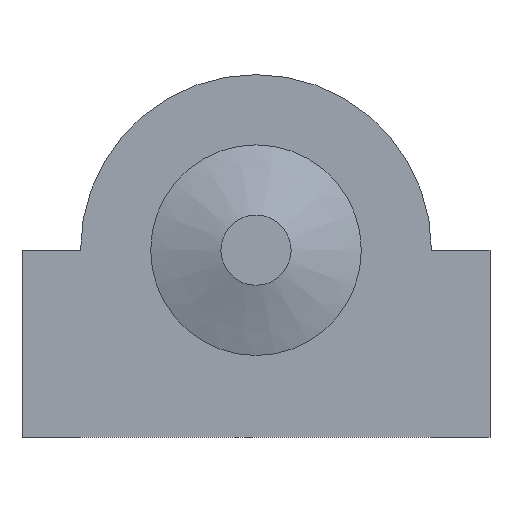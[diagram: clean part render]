
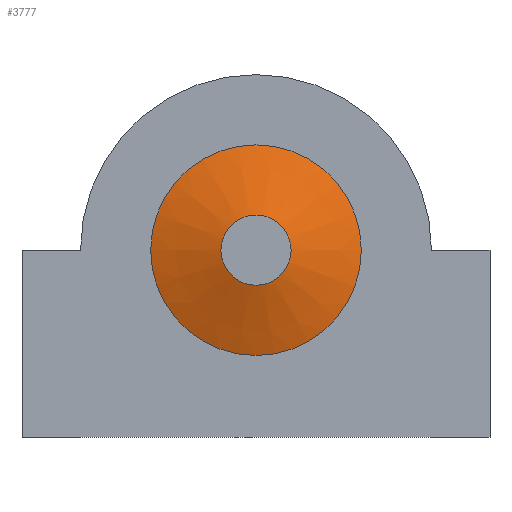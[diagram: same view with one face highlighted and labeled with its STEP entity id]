
A CAD part, left-side view. The second image highlights one B-rep face of the part: STEP entity #3777.
In plain terms, the highlighted conical face has half-angle 71.565 degrees and reference radius 4.5 mm.
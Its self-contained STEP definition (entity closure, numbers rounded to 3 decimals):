
#1727 = CYLINDRICAL_SURFACE('',#1728,4.5);
#1728 = AXIS2_PLACEMENT_3D('',#1729,#1730,#1731);
#1729 = CARTESIAN_POINT('',(0.,10.,8.));
#1730 = DIRECTION('',(1.,0.,0.));
#1731 = DIRECTION('',(0.,1.,0.));
#3589 = EDGE_CURVE('',#3590,#3590,#3592,.T.);
#3590 = VERTEX_POINT('',#3591);
#3591 = CARTESIAN_POINT('',(-2.,14.5,8.));
#3592 = SURFACE_CURVE('',#3593,(#3598,#3605),.PCURVE_S1.);
#3593 = CIRCLE('',#3594,4.5);
#3594 = AXIS2_PLACEMENT_3D('',#3595,#3596,#3597);
#3595 = CARTESIAN_POINT('',(-2.,10.,8.));
#3596 = DIRECTION('',(1.,0.,0.));
#3597 = DIRECTION('',(0.,1.,0.));
#3598 = PCURVE('',#1727,#3599);
#3599 = DEFINITIONAL_REPRESENTATION('',(#3600),#3604);
#3600 = LINE('',#3601,#3602);
#3601 = CARTESIAN_POINT('',(0.,-2.));
#3602 = VECTOR('',#3603,1.);
#3603 = DIRECTION('',(1.,0.));
#3604 = ( GEOMETRIC_REPRESENTATION_CONTEXT(2) 
PARAMETRIC_REPRESENTATION_CONTEXT() REPRESENTATION_CONTEXT('2D SPACE',''
  ) );
#3605 = PCURVE('',#3606,#3611);
#3606 = CONICAL_SURFACE('',#3607,4.5,1.249);
#3607 = AXIS2_PLACEMENT_3D('',#3608,#3609,#3610);
#3608 = CARTESIAN_POINT('',(-2.,10.,8.));
#3609 = DIRECTION('',(1.,0.,0.));
#3610 = DIRECTION('',(0.,1.,0.));
#3611 = DEFINITIONAL_REPRESENTATION('',(#3612),#3616);
#3612 = LINE('',#3613,#3614);
#3613 = CARTESIAN_POINT('',(0.,-0.));
#3614 = VECTOR('',#3615,1.);
#3615 = DIRECTION('',(1.,-0.));
#3616 = ( GEOMETRIC_REPRESENTATION_CONTEXT(2) 
PARAMETRIC_REPRESENTATION_CONTEXT() REPRESENTATION_CONTEXT('2D SPACE',''
  ) );
#3777 = ADVANCED_FACE('',(#3778),#3606,.T.);
#3778 = FACE_BOUND('',#3779,.F.);
#3779 = EDGE_LOOP('',(#3780,#3803,#3804,#3805));
#3780 = ORIENTED_EDGE('',*,*,#3781,.F.);
#3781 = EDGE_CURVE('',#3590,#3782,#3784,.T.);
#3782 = VERTEX_POINT('',#3783);
#3783 = CARTESIAN_POINT('',(-3.,11.5,8.));
#3784 = SEAM_CURVE('',#3785,(#3789,#3796),.PCURVE_S1.);
#3785 = LINE('',#3786,#3787);
#3786 = CARTESIAN_POINT('',(-2.,14.5,8.));
#3787 = VECTOR('',#3788,1.);
#3788 = DIRECTION('',(-0.316,-0.949,0.));
#3789 = PCURVE('',#3606,#3790);
#3790 = DEFINITIONAL_REPRESENTATION('',(#3791),#3795);
#3791 = LINE('',#3792,#3793);
#3792 = CARTESIAN_POINT('',(0.,-0.));
#3793 = VECTOR('',#3794,1.);
#3794 = DIRECTION('',(0.,-1.));
#3795 = ( GEOMETRIC_REPRESENTATION_CONTEXT(2) 
PARAMETRIC_REPRESENTATION_CONTEXT() REPRESENTATION_CONTEXT('2D SPACE',''
  ) );
#3796 = PCURVE('',#3606,#3797);
#3797 = DEFINITIONAL_REPRESENTATION('',(#3798),#3802);
#3798 = LINE('',#3799,#3800);
#3799 = CARTESIAN_POINT('',(6.283,-0.));
#3800 = VECTOR('',#3801,1.);
#3801 = DIRECTION('',(0.,-1.));
#3802 = ( GEOMETRIC_REPRESENTATION_CONTEXT(2) 
PARAMETRIC_REPRESENTATION_CONTEXT() REPRESENTATION_CONTEXT('2D SPACE',''
  ) );
#3803 = ORIENTED_EDGE('',*,*,#3589,.T.);
#3804 = ORIENTED_EDGE('',*,*,#3781,.T.);
#3805 = ORIENTED_EDGE('',*,*,#3806,.F.);
#3806 = EDGE_CURVE('',#3782,#3782,#3807,.T.);
#3807 = SURFACE_CURVE('',#3808,(#3813,#3820),.PCURVE_S1.);
#3808 = CIRCLE('',#3809,1.5);
#3809 = AXIS2_PLACEMENT_3D('',#3810,#3811,#3812);
#3810 = CARTESIAN_POINT('',(-3.,10.,8.));
#3811 = DIRECTION('',(1.,0.,0.));
#3812 = DIRECTION('',(0.,1.,0.));
#3813 = PCURVE('',#3606,#3814);
#3814 = DEFINITIONAL_REPRESENTATION('',(#3815),#3819);
#3815 = LINE('',#3816,#3817);
#3816 = CARTESIAN_POINT('',(0.,-1.));
#3817 = VECTOR('',#3818,1.);
#3818 = DIRECTION('',(1.,-0.));
#3819 = ( GEOMETRIC_REPRESENTATION_CONTEXT(2) 
PARAMETRIC_REPRESENTATION_CONTEXT() REPRESENTATION_CONTEXT('2D SPACE',''
  ) );
#3820 = PCURVE('',#3821,#3826);
#3821 = PLANE('',#3822);
#3822 = AXIS2_PLACEMENT_3D('',#3823,#3824,#3825);
#3823 = CARTESIAN_POINT('',(-3.,10.,8.));
#3824 = DIRECTION('',(1.,0.,0.));
#3825 = DIRECTION('',(0.,0.,1.));
#3826 = DEFINITIONAL_REPRESENTATION('',(#3827),#3831);
#3827 = CIRCLE('',#3828,1.5);
#3828 = AXIS2_PLACEMENT_2D('',#3829,#3830);
#3829 = CARTESIAN_POINT('',(0.,0.));
#3830 = DIRECTION('',(0.,-1.));
#3831 = ( GEOMETRIC_REPRESENTATION_CONTEXT(2) 
PARAMETRIC_REPRESENTATION_CONTEXT() REPRESENTATION_CONTEXT('2D SPACE',''
  ) );
